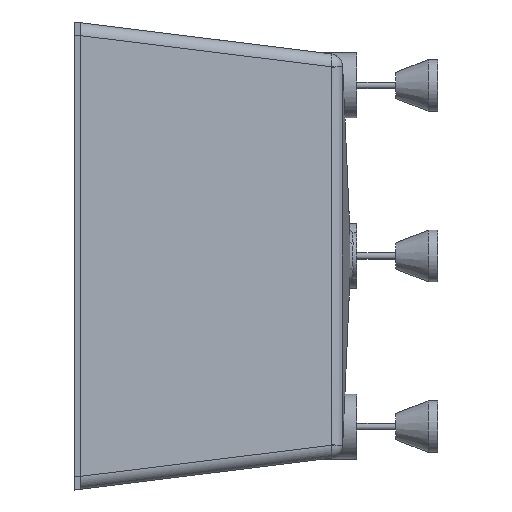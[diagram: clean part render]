
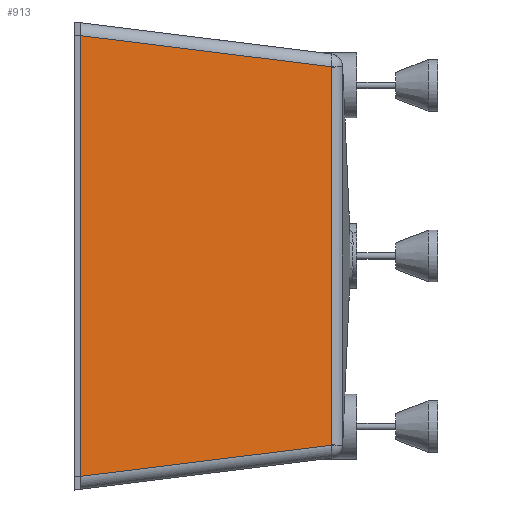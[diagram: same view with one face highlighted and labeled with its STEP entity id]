
A CAD part, left-side view. The second image highlights one B-rep face of the part: STEP entity #913.
In plain terms, the highlighted planar face has unit normal (-0.992, -0.123, 0).
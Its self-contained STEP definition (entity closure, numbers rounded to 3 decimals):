
#45 = CARTESIAN_POINT ( 'NONE',  ( -785.966, -395.833, 290.849 ) ) ;
#198 = CARTESIAN_POINT ( 'NONE',  ( -785.967, -395.828, 290.984 ) ) ;
#300 = CARTESIAN_POINT ( 'NONE',  ( -785.967, -395.822, -291.119 ) ) ;
#336 = CARTESIAN_POINT ( 'NONE',  ( -835.077, 0., 340.229 ) ) ;
#437 = B_SPLINE_CURVE_WITH_KNOTS ( 'NONE', 3,
 ( #1224, #45, #198, #2116 ),
 .UNSPECIFIED., .F., .F.,
 ( 4, 4 ),
 ( 0., 0. ),
 .UNSPECIFIED. ) ;
#500 = CARTESIAN_POINT ( 'NONE',  ( -785.965, -395.839, 290.713 ) ) ;
#913 = ADVANCED_FACE ( 'NONE', ( #11138 ), #7617, .T. ) ;
#1159 = VERTEX_POINT ( 'NONE', #300 ) ;
#1224 = CARTESIAN_POINT ( 'NONE',  ( -785.965, -395.839, 290.713 ) ) ;
#1691 = VERTEX_POINT ( 'NONE', #336 ) ;
#2102 = VECTOR ( 'NONE', #6230, 1000. ) ;
#2116 = CARTESIAN_POINT ( 'NONE',  ( -785.967, -395.822, 291.119 ) ) ;
#2253 = EDGE_CURVE ( 'NONE', #3689, #4432, #437, .T. ) ;
#2349 = CARTESIAN_POINT ( 'NONE',  ( -785.965, -395.839, -290.713 ) ) ;
#2406 = CARTESIAN_POINT ( 'NONE',  ( -785.966, -395.833, -290.849 ) ) ;
#2445 = CARTESIAN_POINT ( 'NONE',  ( -785.967, -395.822, -291.119 ) ) ;
#2669 = CARTESIAN_POINT ( 'NONE',  ( -785.967, -395.828, -290.984 ) ) ;
#2886 = B_SPLINE_CURVE_WITH_KNOTS ( 'NONE', 3,
 ( #6092, #6645, #5793, #5731, #5231, #5165, #5125, #5032, #4940, #4902, #4505, #4426, #4384 ),
 .UNSPECIFIED., .F., .F.,
 ( 4, 3, 3, 3, 4 ),
 ( 0., 0.09, 0.291, 0.491, 0.581 ),
 .UNSPECIFIED. ) ;
#3022 = ORIENTED_EDGE ( 'NONE', *, *, #9766, .T. ) ;
#3069 = EDGE_CURVE ( 'NONE', #4432, #1691, #6708, .T. ) ;
#3333 = VERTEX_POINT ( 'NONE', #3385 ) ;
#3385 = CARTESIAN_POINT ( 'NONE',  ( -785.965, -395.839, -290.713 ) ) ;
#3495 = AXIS2_PLACEMENT_3D ( 'NONE', #9486, #3932, #5181 ) ;
#3689 = VERTEX_POINT ( 'NONE', #500 ) ;
#3796 = DIRECTION ( 'NONE',  ( 0., 0., 1. ) ) ;
#3825 = CARTESIAN_POINT ( 'NONE',  ( -835.077, 0., 350. ) ) ;
#3838 = CARTESIAN_POINT ( 'NONE',  ( -785.967, -395.822, 291.119 ) ) ;
#3932 = DIRECTION ( 'NONE',  ( -0.992, -0.123, 0. ) ) ;
#4384 = CARTESIAN_POINT ( 'NONE',  ( -785.965, -395.839, 290.713 ) ) ;
#4426 = CARTESIAN_POINT ( 'NONE',  ( -785.965, -395.84, 260.555 ) ) ;
#4432 = VERTEX_POINT ( 'NONE', #3838 ) ;
#4505 = CARTESIAN_POINT ( 'NONE',  ( -785.965, -395.84, 230.398 ) ) ;
#4566 = ORIENTED_EDGE ( 'NONE', *, *, #3069, .T. ) ;
#4603 = DIRECTION ( 'NONE',  ( -0.122, 0.985, 0.122 ) ) ;
#4637 = CARTESIAN_POINT ( 'NONE',  ( -810.432, -198.637, 315.584 ) ) ;
#4757 = ORIENTED_EDGE ( 'NONE', *, *, #9532, .T. ) ;
#4792 = ORIENTED_EDGE ( 'NONE', *, *, #2253, .T. ) ;
#4902 = CARTESIAN_POINT ( 'NONE',  ( -785.965, -395.84, 200.24 ) ) ;
#4940 = CARTESIAN_POINT ( 'NONE',  ( -785.965, -395.841, 133.493 ) ) ;
#5025 = EDGE_CURVE ( 'NONE', #3333, #3689, #2886, .T. ) ;
#5032 = CARTESIAN_POINT ( 'NONE',  ( -785.965, -395.842, 66.747 ) ) ;
#5125 = CARTESIAN_POINT ( 'NONE',  ( -785.965, -395.842, 0. ) ) ;
#5165 = CARTESIAN_POINT ( 'NONE',  ( -785.965, -395.842, -66.747 ) ) ;
#5181 = DIRECTION ( 'NONE',  ( 0., 0., -1. ) ) ;
#5231 = CARTESIAN_POINT ( 'NONE',  ( -785.965, -395.841, -133.493 ) ) ;
#5409 = VERTEX_POINT ( 'NONE', #10583 ) ;
#5731 = CARTESIAN_POINT ( 'NONE',  ( -785.965, -395.84, -200.24 ) ) ;
#5793 = CARTESIAN_POINT ( 'NONE',  ( -785.965, -395.84, -230.398 ) ) ;
#6088 = VECTOR ( 'NONE', #3796, 1000. ) ;
#6092 = CARTESIAN_POINT ( 'NONE',  ( -785.965, -395.839, -290.713 ) ) ;
#6230 = DIRECTION ( 'NONE',  ( 0.122, -0.985, 0.122 ) ) ;
#6435 = CARTESIAN_POINT ( 'NONE',  ( -824.619, -84.292, -329.771 ) ) ;
#6645 = CARTESIAN_POINT ( 'NONE',  ( -785.965, -395.84, -260.555 ) ) ;
#6708 = LINE ( 'NONE', #4637, #9537 ) ;
#6994 = EDGE_CURVE ( 'NONE', #5409, #1691, #9046, .T. ) ;
#7617 = PLANE ( 'NONE',  #3495 ) ;
#7950 = B_SPLINE_CURVE_WITH_KNOTS ( 'NONE', 3,
 ( #2445, #2669, #2406, #2349 ),
 .UNSPECIFIED., .F., .F.,
 ( 4, 4 ),
 ( 0., 0. ),
 .UNSPECIFIED. ) ;
#8608 = LINE ( 'NONE', #6435, #2102 ) ;
#8679 = ORIENTED_EDGE ( 'NONE', *, *, #6994, .F. ) ;
#8713 = EDGE_LOOP ( 'NONE', ( #8821, #4792, #4566, #8679, #4757, #3022 ) ) ;
#8821 = ORIENTED_EDGE ( 'NONE', *, *, #5025, .T. ) ;
#9046 = LINE ( 'NONE', #3825, #6088 ) ;
#9486 = CARTESIAN_POINT ( 'NONE',  ( -834.924, -1.231, 350. ) ) ;
#9532 = EDGE_CURVE ( 'NONE', #5409, #1159, #8608, .T. ) ;
#9537 = VECTOR ( 'NONE', #4603, 1000. ) ;
#9766 = EDGE_CURVE ( 'NONE', #1159, #3333, #7950, .T. ) ;
#10583 = CARTESIAN_POINT ( 'NONE',  ( -835.077, 0., -340.229 ) ) ;
#11138 = FACE_OUTER_BOUND ( 'NONE', #8713, .T. ) ;
